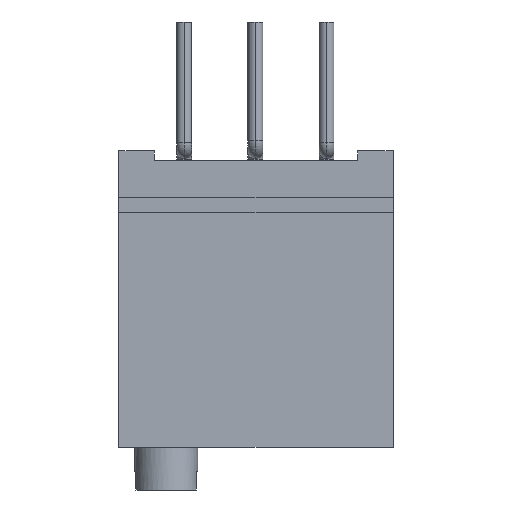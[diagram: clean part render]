
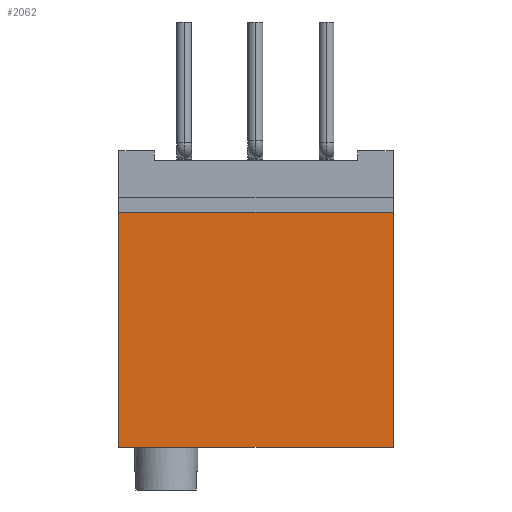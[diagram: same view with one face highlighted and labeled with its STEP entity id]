
A CAD part, front view. The second image highlights one B-rep face of the part: STEP entity #2062.
In plain terms, the highlighted planar face has unit normal (0, -1, 0).
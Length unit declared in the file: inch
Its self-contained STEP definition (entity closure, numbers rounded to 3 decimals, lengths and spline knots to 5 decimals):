
#2=DIRECTION('',(1.,0.,0.));
#3=VECTOR('',#2,0.385);
#4=CARTESIAN_POINT('',(-0.1925,0.,0.144));
#5=LINE('',#4,#3);
#6=DIRECTION('',(0.,0.,-1.));
#7=VECTOR('',#6,0.33);
#8=CARTESIAN_POINT('',(0.1925,0.,0.144));
#9=LINE('',#8,#7);
#10=DIRECTION('',(-1.,0.,0.));
#11=VECTOR('',#10,0.385);
#12=CARTESIAN_POINT('',(0.1925,0.,-0.186));
#13=LINE('',#12,#11);
#14=DIRECTION('',(0.,0.,1.));
#15=VECTOR('',#14,0.33);
#16=CARTESIAN_POINT('',(-0.1925,0.,-0.186));
#17=LINE('',#16,#15);
#1583=CARTESIAN_POINT('',(0.1925,0.,-0.186));
#1584=CARTESIAN_POINT('',(-0.1925,0.,-0.186));
#1585=VERTEX_POINT('',#1583);
#1586=VERTEX_POINT('',#1584);
#1765=CARTESIAN_POINT('',(-0.1925,0.,0.144));
#1766=CARTESIAN_POINT('',(0.1925,0.,0.144));
#1767=VERTEX_POINT('',#1765);
#1768=VERTEX_POINT('',#1766);
#2047=CARTESIAN_POINT('',(0.,0.,0.));
#2048=DIRECTION('',(0.,1.,0.));
#2049=DIRECTION('',(1.,0.,0.));
#2050=AXIS2_PLACEMENT_3D('',#2047,#2048,#2049);
#2051=PLANE('',#2050);
#2053=ORIENTED_EDGE('',*,*,#2052,.T.);
#2055=ORIENTED_EDGE('',*,*,#2054,.T.);
#2057=ORIENTED_EDGE('',*,*,#2056,.T.);
#2059=ORIENTED_EDGE('',*,*,#2058,.T.);
#2060=EDGE_LOOP('',(#2053,#2055,#2057,#2059));
#2061=FACE_OUTER_BOUND('',#2060,.F.);
#2062=ADVANCED_FACE('',(#2061),#2051,.F.);
#2052=EDGE_CURVE('',#1767,#1768,#5,.T.);
#2054=EDGE_CURVE('',#1768,#1585,#9,.T.);
#2056=EDGE_CURVE('',#1585,#1586,#13,.T.);
#2058=EDGE_CURVE('',#1586,#1767,#17,.T.);
